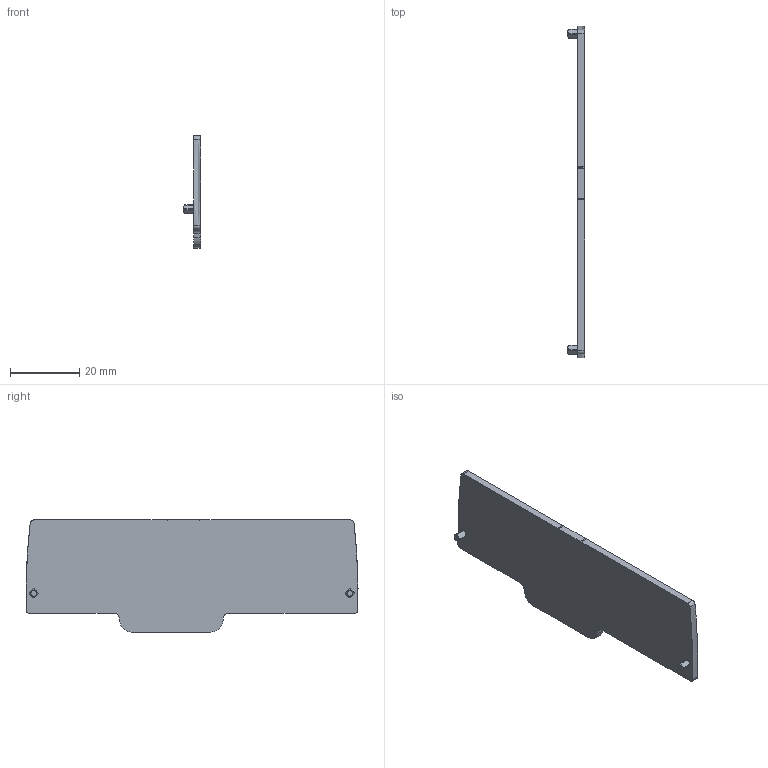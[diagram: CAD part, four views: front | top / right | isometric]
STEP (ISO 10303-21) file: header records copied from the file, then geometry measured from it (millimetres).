
FILE_DESCRIPTION(('CATIA V5R24 STEP','CAx-IF Rec.Pracs.--- Model Styling and Organization---1.2---2011-12-15'),'2;1');
FILE_NAME ('453839-1_1', '2018-08-15T12:16:36+00:00', ('Weidmueller Interface'), ('Weidmueller'), 'CATIA Version 5-6 Release 2014 SP4 HF52', 'CATIA V5 STEP AP214', 'none');
FILE_SCHEMA(('AUTOMOTIVE_DESIGN { 1 0 10303 214 1 1 1 1 }'));
Length unit declared in the file: millimetre
Products named in the file (1): 2540280000
Bounding box: 5.1 x 95.86 x 32.35 mm (x, y, z)
Volume: 5492.9 mm3; surface area: 9889.3 mm2
Topology: 1 solids, 15 shells, 301 faces, 819 edges, 550 vertices
Faces by surface type: plane 152, cone 109, cylinder 37, torus 3
Entity records: 9262 total; most frequent: CARTESIAN_POINT 1955, ORIENTED_EDGE 1638, DIRECTION 1258, EDGE_CURVE 819, VERTEX_POINT 550, AXIS2_PLACEMENT_3D 511, VECTOR 487, LINE 487
